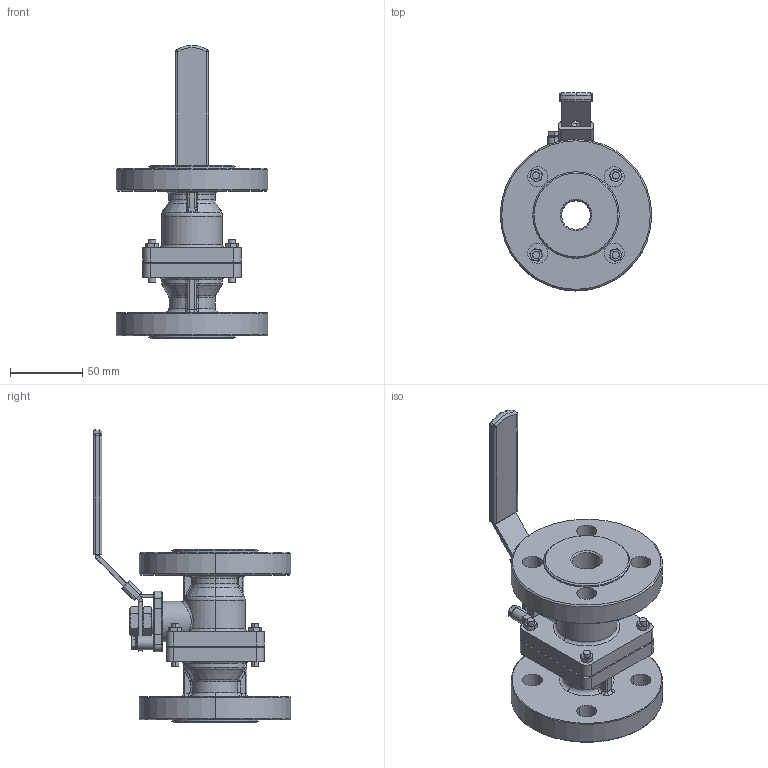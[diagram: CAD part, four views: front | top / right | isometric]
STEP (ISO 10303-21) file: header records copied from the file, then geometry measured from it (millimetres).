
FILE_DESCRIPTION (( 'STEP AP203' ), '1' );
FILE_NAME ('MD-27-DN20-PN40.STEP', '2019-10-23T03:17:44', ( '' ), ( '' ), 'SwSTEP 2.0', 'SolidWorks 2012', '' );
FILE_SCHEMA (( 'CONFIG_CONTROL_DESIGN' ));
Length unit declared in the file: millimetre
Products named in the file (9): MD-27-DN20-PN40; JIS B 1181 Hexagon thin nut - double chamfered A M12 --N_JIS B 1181 Hexagon thin nut - double chamfered A M12 --N; ISO 4017 - M5 x 16-N_ISO 4017 - M5 x 16-N; JIS B 1181 Hexagon nut - Class 3 Finished M5 --N_JIS B 1181 Hexagon nut - Class 3 Finished M5 --N; MD-27-DN20-PN40-STOP PIN; MD-27-DN20-PN40-TAB WASHER; MD-27-DN20-PN40-HANDLE_132; MD-27-DN20-PN40-CAP; MD-27-DN20-PN40-BODY
Assembly tree (12 placements, depth 2):
  MD-27-DN20-PN40
    MD-27-DN20-PN40-BODY
    MD-27-DN20-PN40-CAP
    MD-27-DN20-PN40-HANDLE_132
    MD-27-DN20-PN40-TAB WASHER
    MD-27-DN20-PN40-STOP PIN
    JIS B 1181 Hexagon nut - Class 3 Finished M5 --N_JIS B 1181 Hexagon nut - Class 3 Finished M5 --N  x4
    ISO 4017 - M5 x 16-N_ISO 4017 - M5 x 16-N
    JIS B 1181 Hexagon thin nut - double chamfered A M12 --N_JIS B 1181 Hexagon thin nut - double chamfered A M12 --N  x2
Bounding box: 105 x 137 x 203.2 mm (x, y, z)
Volume: 441236.9 mm3; surface area: 101830.7 mm2
Topology: 12 solids, 12 shells, 639 faces, 1470 edges, 869 vertices
Faces by surface type: plane 205, cylinder 193, cone 139, torus 51, bspline 47, sphere 4
Entity records: 17806 total; most frequent: CARTESIAN_POINT 4800, DIRECTION 2574, ORIENTED_EDGE 2448, EDGE_CURVE 1224, AXIS2_PLACEMENT_3D 1027, VERTEX_POINT 733, EDGE_LOOP 595, CIRCLE 532
